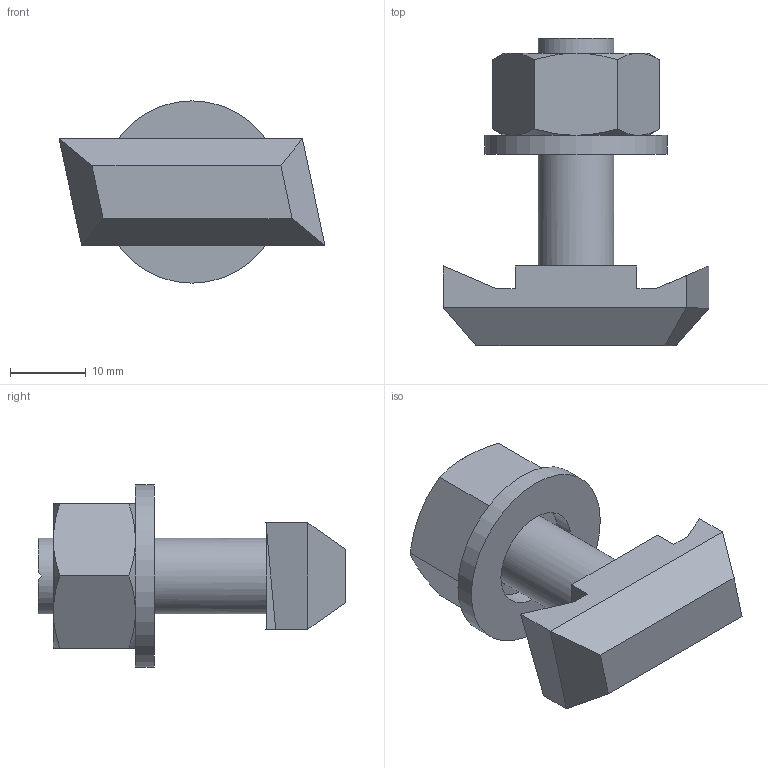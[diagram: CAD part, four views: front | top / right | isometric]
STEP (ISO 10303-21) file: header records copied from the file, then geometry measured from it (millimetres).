
FILE_DESCRIPTION (( 'STEP AP214' ), '1' );
FILE_NAME ('1148160.stp', '2022-02-10T10:40:08', ( '' ), ( '' ), 'SwSTEP 2.0', 'SolidWorks 2020', '' );
FILE_SCHEMA (( 'AUTOMOTIVE_DESIGN' ));
Length unit declared in the file: millimetre
Products named in the file (4): 106480_M10x30; 020343_ISO 7089-12; 020244_DIN 934 - M12; 1148160
Assembly tree (3 placements, depth 2):
  1148160
    106480_M10x30
    020244_DIN 934 - M12
    020343_ISO 7089-12
Bounding box: 35 x 40.5 x 24 mm (x, y, z)
Volume: 9142.8 mm3; surface area: 4987.7 mm2
Topology: 3 solids, 3 shells, 46 faces, 101 edges, 62 vertices
Faces by surface type: plane 30, cone 12, cylinder 4
Full cylindrical faces by diameter (mm): 10 x1, 10.11 x1, 13 x1, 24 x1
Entity records: 1467 total; most frequent: CARTESIAN_POINT 365, DIRECTION 193, ORIENTED_EDGE 192, EDGE_CURVE 96, AXIS2_PLACEMENT_3D 73, VERTEX_POINT 61, EDGE_LOOP 55, FACE_OUTER_BOUND 50
